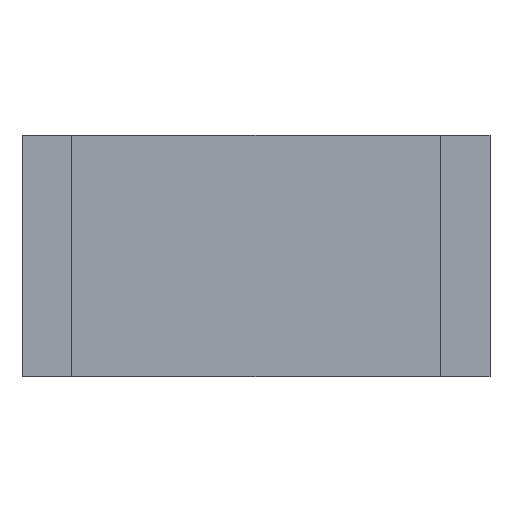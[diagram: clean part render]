
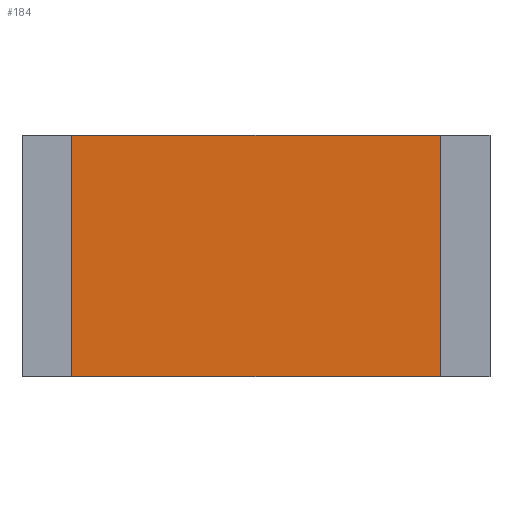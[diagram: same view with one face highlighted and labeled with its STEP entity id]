
A CAD part, top view. The second image highlights one B-rep face of the part: STEP entity #184.
In plain terms, the highlighted planar face has unit normal (0, 0, 1).
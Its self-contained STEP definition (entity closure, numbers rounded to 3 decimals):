
#49 = EDGE_CURVE ( 'NONE', #376, #380, #536, .T. ) ;
#56 = EDGE_CURVE ( 'NONE', #380, #366, #548, .T. ) ;
#58 = EDGE_CURVE ( 'NONE', #367, #376, #554, .T. ) ;
#60 = EDGE_CURVE ( 'NONE', #367, #366, #558, .T. ) ;
#137 = AXIS2_PLACEMENT_3D ( 'NONE', #782, #783, #784 ) ;
#184 = ADVANCED_FACE ( 'NONE', ( #934 ), #770, .T. ) ;
#333 = ORIENTED_EDGE ( 'NONE', *, *, #58, .T. ) ;
#334 = ORIENTED_EDGE ( 'NONE', *, *, #60, .F. ) ;
#366 = VERTEX_POINT ( 'NONE', #825 ) ;
#367 = VERTEX_POINT ( 'NONE', #826 ) ;
#376 = VERTEX_POINT ( 'NONE', #835 ) ;
#380 = VERTEX_POINT ( 'NONE', #839 ) ;
#391 = ORIENTED_EDGE ( 'NONE', *, *, #56, .T. ) ;
#392 = ORIENTED_EDGE ( 'NONE', *, *, #49, .T. ) ;
#425 = EDGE_LOOP ( 'NONE', ( #392, #391, #334, #333 ) ) ;
#536 = LINE ( 'NONE', #945, #539 ) ;
#539 = VECTOR ( 'NONE', #955, 1000. ) ;
#548 = LINE ( 'NONE', #953, #553 ) ;
#553 = VECTOR ( 'NONE', #964, 1000. ) ;
#554 = LINE ( 'NONE', #950, #557 ) ;
#557 = VECTOR ( 'NONE', #976, 1000. ) ;
#558 = LINE ( 'NONE', #971, #561 ) ;
#561 = VECTOR ( 'NONE', #947, 1000. ) ;
#770 = PLANE ( 'NONE',  #137 ) ;
#782 = CARTESIAN_POINT ( 'NONE',  ( -400000., 1.698, 0.699 ) ) ;
#783 = DIRECTION ( 'NONE',  ( 0., 0., 1. ) ) ;
#784 = DIRECTION ( 'NONE',  ( 1., 0., 0. ) ) ;
#825 = CARTESIAN_POINT ( 'NONE',  ( 2.6, -1.699, 0.699 ) ) ;
#826 = CARTESIAN_POINT ( 'NONE',  ( 2.6, 1.699, 0.699 ) ) ;
#835 = CARTESIAN_POINT ( 'NONE',  ( -2.6, 1.699, 0.699 ) ) ;
#839 = CARTESIAN_POINT ( 'NONE',  ( -2.6, -1.699, 0.699 ) ) ;
#934 = FACE_OUTER_BOUND ( 'NONE', #425, .T. ) ;
#945 = CARTESIAN_POINT ( 'NONE',  ( -2.6, 1.698, 0.699 ) ) ;
#947 = DIRECTION ( 'NONE',  ( 0., -1., 0. ) ) ;
#950 = CARTESIAN_POINT ( 'NONE',  ( -400000., 1.699, 0.699 ) ) ;
#953 = CARTESIAN_POINT ( 'NONE',  ( -2.6, -1.699, 0.699 ) ) ;
#955 = DIRECTION ( 'NONE',  ( 0., -1., 0. ) ) ;
#964 = DIRECTION ( 'NONE',  ( 1., 0., 0. ) ) ;
#971 = CARTESIAN_POINT ( 'NONE',  ( 2.6, 1.698, 0.699 ) ) ;
#976 = DIRECTION ( 'NONE',  ( -1., 0., 0. ) ) ;
